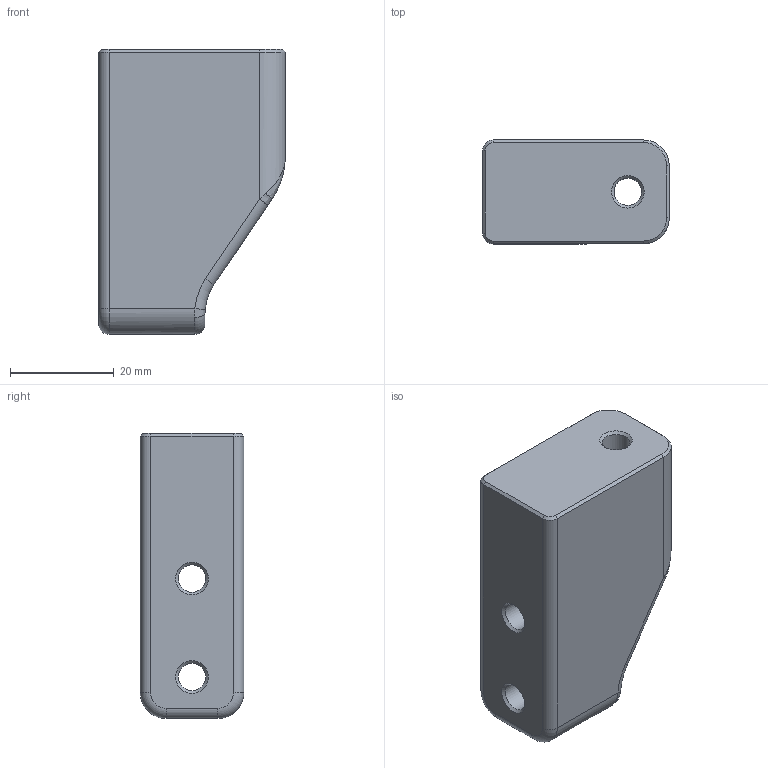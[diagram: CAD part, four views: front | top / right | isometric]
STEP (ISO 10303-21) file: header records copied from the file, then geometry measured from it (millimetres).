
FILE_DESCRIPTION(/* description */ (''),/* implementation_level */ '2;1');
FILE_NAME(/* name */ '2020 Frame Joint.step',/* time_stamp */ '2022-09-07T14:14:51+03:00',/* author */ (''),/* organization */ (''),/* preprocessor_version */ 'ST-DEVELOPER v19',/* originating_system */ 'Autodesk Translation Framework v11.7.0.108',/* authorisation */ '');
FILE_SCHEMA (('AUTOMOTIVE_DESIGN { 1 0 10303 214 3 1 1 }'));
Length unit declared in the file: millimetre
Products named in the file (2): (Unsaved); Joint
Assembly tree (1 placements, depth 2):
  (Unsaved)
    Joint
Bounding box: 36 x 20 x 55 mm (x, y, z)
Volume: 27523.1 mm3; surface area: 7504.3 mm2
Topology: 1 solids, 1 shells, 83 faces, 202 edges, 115 vertices
Faces by surface type: cylinder 26, bspline 18, plane 17, torus 12, cone 10
Full cylindrical faces by diameter (mm): 5.3 x3, 10 x3
Entity records: 4720 total; most frequent: CARTESIAN_POINT 2861, ORIENTED_EDGE 392, DIRECTION 351, EDGE_CURVE 196, AXIS2_PLACEMENT_3D 142, VERTEX_POINT 115, EDGE_LOOP 89, FACE_OUTER_BOUND 83
